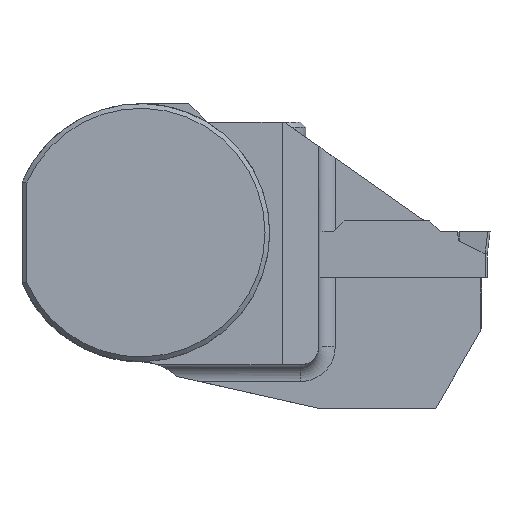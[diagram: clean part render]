
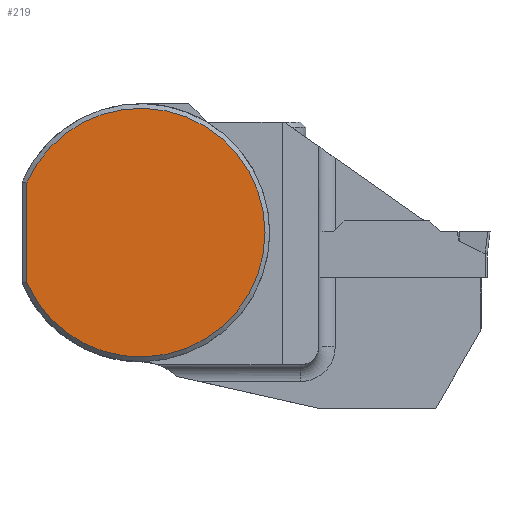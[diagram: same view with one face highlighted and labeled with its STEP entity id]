
A CAD part, top view. The second image highlights one B-rep face of the part: STEP entity #219.
In plain terms, the highlighted planar face has unit normal (0, 0, 1).
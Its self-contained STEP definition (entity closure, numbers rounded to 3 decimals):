
#160=CIRCLE('',#1608,12.049);
#219=ADVANCED_FACE('',(#341),#277,.F.);
#277=PLANE('',#1610);
#341=FACE_OUTER_BOUND('',#415,.T.);
#415=EDGE_LOOP('',(#781,#782));
#781=ORIENTED_EDGE('',*,*,#1148,.F.);
#782=ORIENTED_EDGE('',*,*,#1155,.F.);
#968=VERTEX_POINT('',#2542);
#969=VERTEX_POINT('',#2547);
#1148=EDGE_CURVE('',#969,#968,#1292,.T.);
#1155=EDGE_CURVE('',#968,#969,#160,.T.);
#1292=LINE('',#2548,#1432);
#1432=VECTOR('',#1931,1.);
#1608=AXIS2_PLACEMENT_3D('',#2564,#1956,#1957);
#1610=AXIS2_PLACEMENT_3D('',#2566,#1960,#1961);
#1931=DIRECTION('',(0.,1.,0.));
#1956=DIRECTION('',(0.,0.,-1.));
#1957=DIRECTION('',(-1.,0.,0.));
#1960=DIRECTION('',(0.,0.,-1.));
#1961=DIRECTION('',(1.,0.,0.));
#2542=CARTESIAN_POINT('',(-11.049,4.806,0.));
#2547=CARTESIAN_POINT('',(-11.049,-4.806,0.));
#2548=CARTESIAN_POINT('',(-11.049,12.5,0.));
#2564=CARTESIAN_POINT('',(0.,0.,0.));
#2566=CARTESIAN_POINT('',(12.049,0.,0.));
